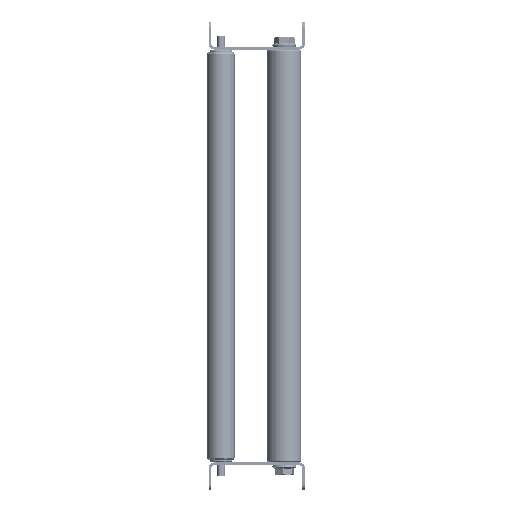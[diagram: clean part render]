
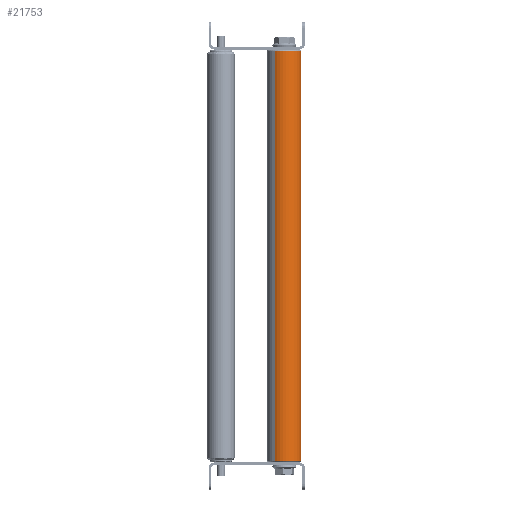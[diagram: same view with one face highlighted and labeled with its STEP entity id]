
A CAD part, left-side view. The second image highlights one B-rep face of the part: STEP entity #21753.
In plain terms, the highlighted cylindrical face has radius 12.5 mm (diameter 25 mm), a partial arc.
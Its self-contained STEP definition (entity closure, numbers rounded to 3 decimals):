
#2710 = CARTESIAN_POINT ( 'NONE',  ( 299., 0., 12.5 ) ) ;
#4359 = EDGE_LOOP ( 'NONE', ( #19645, #12963, #26198, #16793 ) ) ;
#4378 = DIRECTION ( 'NONE',  ( 0., 0., 1. ) ) ;
#7468 = CIRCLE ( 'NONE', #33630, 12.5 ) ;
#7861 = CARTESIAN_POINT ( 'NONE',  ( 300., 0., 0. ) ) ;
#8297 = VERTEX_POINT ( 'NONE', #39572 ) ;
#10106 = EDGE_CURVE ( 'NONE', #35785, #41695, #35739, .T. ) ;
#10431 = VECTOR ( 'NONE', #41656, 1000. ) ;
#10907 = CARTESIAN_POINT ( 'NONE',  ( 1., 0., 0. ) ) ;
#11374 = FACE_OUTER_BOUND ( 'NONE', #4359, .T. ) ;
#12963 = ORIENTED_EDGE ( 'NONE', *, *, #24857, .T. ) ;
#13270 = CARTESIAN_POINT ( 'NONE',  ( 299., 0., 0. ) ) ;
#14038 = VECTOR ( 'NONE', #23675, 1000. ) ;
#16793 = ORIENTED_EDGE ( 'NONE', *, *, #22225, .F. ) ;
#19645 = ORIENTED_EDGE ( 'NONE', *, *, #10106, .T. ) ;
#21753 = ADVANCED_FACE ( 'NONE', ( #11374 ), #39926, .T. ) ;
#22176 = DIRECTION ( 'NONE',  ( -1., 0., 0. ) ) ;
#22225 = EDGE_CURVE ( 'NONE', #35785, #36376, #34672, .T. ) ;
#23675 = DIRECTION ( 'NONE',  ( -1., 0., 0. ) ) ;
#23822 = DIRECTION ( 'NONE',  ( 0., 0., -1. ) ) ;
#24372 = CARTESIAN_POINT ( 'NONE',  ( 300., 0., 12.5 ) ) ;
#24857 = EDGE_CURVE ( 'NONE', #41695, #8297, #38392, .T. ) ;
#26198 = ORIENTED_EDGE ( 'NONE', *, *, #43165, .T. ) ;
#27423 = CARTESIAN_POINT ( 'NONE',  ( 300., 0., -12.5 ) ) ;
#28266 = AXIS2_PLACEMENT_3D ( 'NONE', #13270, #41567, #23822 ) ;
#28518 = DIRECTION ( 'NONE',  ( 0., 0., -1. ) ) ;
#28751 = DIRECTION ( 'NONE',  ( 1., 0., 0. ) ) ;
#32352 = CARTESIAN_POINT ( 'NONE',  ( 1., 0., 12.5 ) ) ;
#32976 = CARTESIAN_POINT ( 'NONE',  ( 299., 0., -12.5 ) ) ;
#33436 = AXIS2_PLACEMENT_3D ( 'NONE', #7861, #22176, #4378 ) ;
#33630 = AXIS2_PLACEMENT_3D ( 'NONE', #10907, #28751, #28518 ) ;
#34672 = LINE ( 'NONE', #24372, #14038 ) ;
#35739 = CIRCLE ( 'NONE', #28266, 12.5 ) ;
#35785 = VERTEX_POINT ( 'NONE', #2710 ) ;
#36376 = VERTEX_POINT ( 'NONE', #32352 ) ;
#38392 = LINE ( 'NONE', #27423, #10431 ) ;
#39572 = CARTESIAN_POINT ( 'NONE',  ( 1., 0., -12.5 ) ) ;
#39926 = CYLINDRICAL_SURFACE ( 'NONE', #33436, 12.5 ) ;
#41567 = DIRECTION ( 'NONE',  ( -1., 0., 0. ) ) ;
#41656 = DIRECTION ( 'NONE',  ( -1., 0., 0. ) ) ;
#41695 = VERTEX_POINT ( 'NONE', #32976 ) ;
#43165 = EDGE_CURVE ( 'NONE', #8297, #36376, #7468, .T. ) ;
